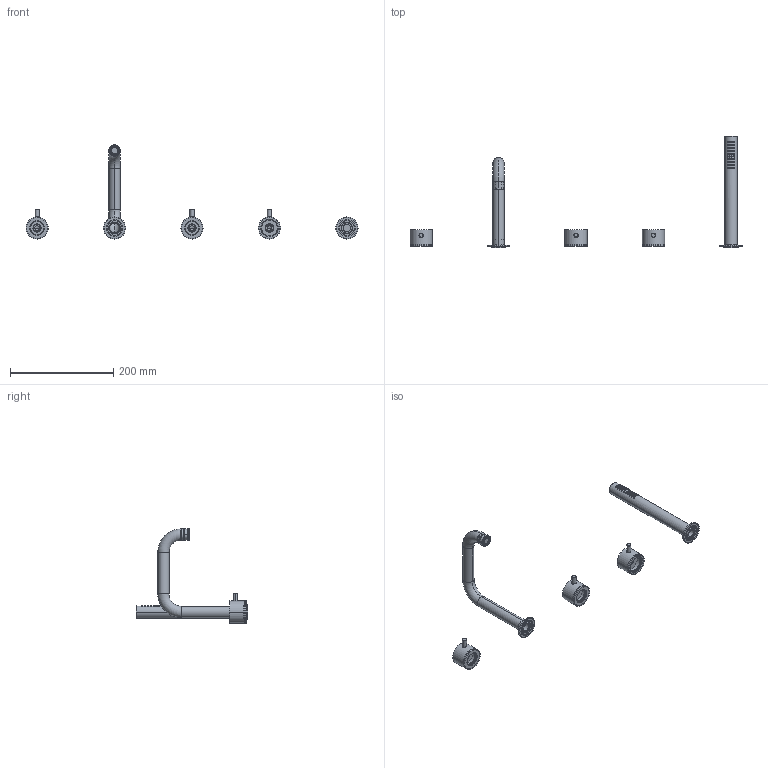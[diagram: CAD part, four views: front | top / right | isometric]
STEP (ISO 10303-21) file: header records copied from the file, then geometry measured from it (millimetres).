
FILE_DESCRIPTION((''),'2;1');
FILE_NAME('1295_ASM','2020-04-27T15:54:50',('fabis'),(''),'CREO PARAMETRIC BY PTC INC, 2018190','CREO PARAMETRIC BY PTC INC, 2018190','');
FILE_SCHEMA(('CONFIG_CONTROL_DESIGN','SHAPE_APPEARANCE_LAYERS_GROUPS'));
Length unit declared in the file: millimetre
Products named in the file (13): RR023_AF0; RR027_AF0; RN101; LV047; RR027_AF1; RR024_AF0; RR023_AF1; DC037_AF0; AC069; CN023; RC360; AR007; 1295_ASM
Assembly tree (18 placements, depth 2):
  1295_ASM
    RR023_AF0
    RR027_AF0
    RN101  x3
    LV047  x3
    RR027_AF1
    RR024_AF0
    RR023_AF1
    DC037_AF0
    AC069  x3
    CN023
    RC360
    AR007
Bounding box: 643 x 216.5 x 182.5 mm (x, y, z)
Volume: 226242.5 mm3; surface area: 116988.1 mm2
Topology: 19 solids, 38 shells, 733 faces, 1570 edges, 1011 vertices
Faces by surface type: cylinder 306, plane 161, bspline 160, cone 80, torus 26
Entity records: 38886 total; most frequent: CARTESIAN_POINT 19719, ORIENTED_EDGE 2568, DIRECTION 2408, PRESENTATION_STYLE_ASSIGNMENT 1372, EDGE_CURVE 1308, STYLED_ITEM 1248, CURVE_STYLE 1010, AXIS2_PLACEMENT_3D 954
